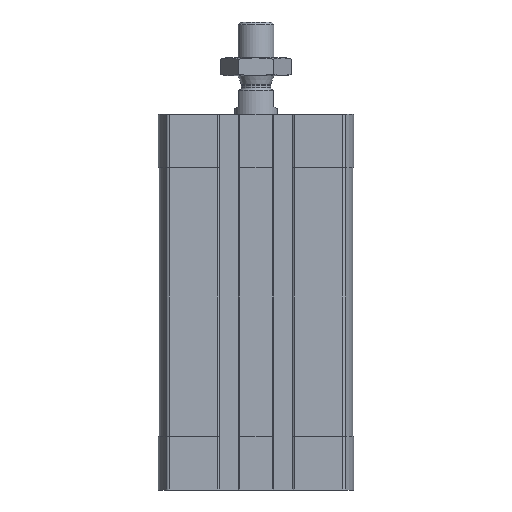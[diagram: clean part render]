
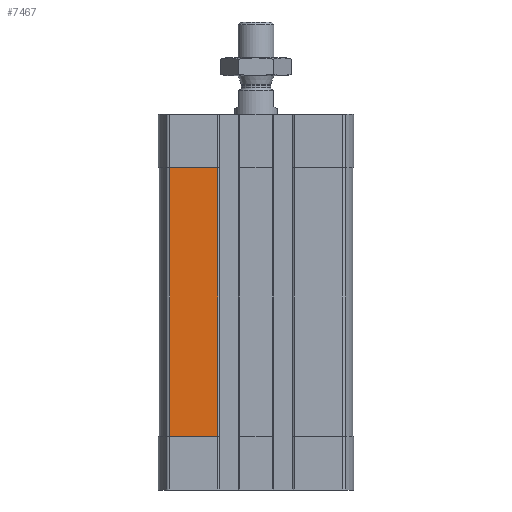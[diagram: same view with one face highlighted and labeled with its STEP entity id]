
A CAD part, left-side view. The second image highlights one B-rep face of the part: STEP entity #7467.
In plain terms, the highlighted planar face has unit normal (-1, 0, 0).
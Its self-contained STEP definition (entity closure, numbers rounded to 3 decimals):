
#108=PLANE('',#8176);
#808=LINE('',#12284,#1410);
#809=LINE('',#12286,#1411);
#810=LINE('',#12288,#1412);
#811=LINE('',#12290,#1413);
#1410=VECTOR('',#9759,1000.);
#1411=VECTOR('',#9762,1000.);
#1412=VECTOR('',#9763,1000.);
#1413=VECTOR('',#9764,1000.);
#2703=ORIENTED_EDGE('',*,*,#4493,.F.);
#2704=ORIENTED_EDGE('',*,*,#4492,.F.);
#2705=ORIENTED_EDGE('',*,*,#4494,.T.);
#2706=ORIENTED_EDGE('',*,*,#4495,.T.);
#4492=EDGE_CURVE('',#5416,#5415,#808,.T.);
#4493=EDGE_CURVE('',#5415,#5417,#809,.T.);
#4494=EDGE_CURVE('',#5416,#5418,#810,.T.);
#4495=EDGE_CURVE('',#5418,#5417,#811,.T.);
#5415=VERTEX_POINT('',#12281);
#5416=VERTEX_POINT('',#12283);
#5417=VERTEX_POINT('',#12287);
#5418=VERTEX_POINT('',#12289);
#6275=EDGE_LOOP('',(#2703,#2704,#2705,#2706));
#6815=FACE_BOUND('',#6275,.T.);
#7467=ADVANCED_FACE('',(#6815),#108,.T.);
#8176=AXIS2_PLACEMENT_3D('',#12285,#9760,#9761);
#9759=DIRECTION('',(0.,0.,1.));
#9760=DIRECTION('',(-1.,0.,0.));
#9761=DIRECTION('',(0.,0.,1.));
#9762=DIRECTION('',(0.,-1.,0.));
#9763=DIRECTION('',(0.,-1.,0.));
#9764=DIRECTION('',(0.,0.,1.));
#12281=CARTESIAN_POINT('',(-27.,24.093,-15.));
#12283=CARTESIAN_POINT('',(-27.,24.093,-90.));
#12284=CARTESIAN_POINT('',(-27.,24.093,-90.));
#12285=CARTESIAN_POINT('',(-27.,24.093,-90.));
#12286=CARTESIAN_POINT('',(-27.,24.093,-15.));
#12287=CARTESIAN_POINT('',(-27.,10.7,-15.));
#12288=CARTESIAN_POINT('',(-27.,24.093,-90.));
#12289=CARTESIAN_POINT('',(-27.,10.7,-90.));
#12290=CARTESIAN_POINT('',(-27.,10.7,-90.));
